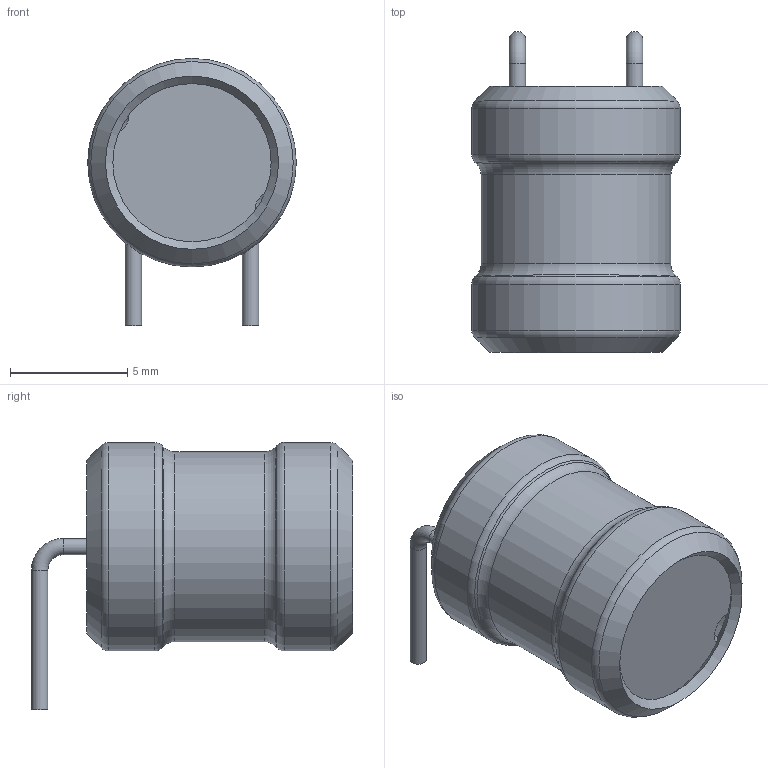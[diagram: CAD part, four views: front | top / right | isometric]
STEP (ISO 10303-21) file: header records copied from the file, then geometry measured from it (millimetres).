
FILE_DESCRIPTION(('STEP AP214'), '1');
FILE_NAME('IND_RAD', '', ('UNSPECIFIED'), ('UNSPECIFIED'), 'UNSPECIFIED', 'UNSPECIFIED', '');
FILE_SCHEMA(('AUTOMOTIVE_DESIGN { 1 0 10303 214 3 1 1}'));
Length unit declared in the file: millimetre
Assembly tree (1 placements, depth 2):
  (unnamed)
    (unnamed)
Bounding box: 8.9 x 13.7 x 11.4 mm (x, y, z)
Volume: 589.3 mm3; surface area: 1238.4 mm2
Topology: 5 solids, 5 shells, 73 faces, 137 edges, 76 vertices
Faces by surface type: cone 26, cylinder 23, plane 12, torus 12
Full cylindrical faces by diameter (mm): 0.7 x6, 3.556 x2, 7.2 x2, 8 x2, 8.1 x1, 8.9 x2
Entity records: 2422 total; most frequent: CARTESIAN_POINT 379, DIRECTION 310, ORIENTED_EDGE 200, AXIS2_PLACEMENT_3D 151, EDGE_LOOP 116, EDGE_CURVE 100, COLOUR_RGB 78, FILL_AREA_STYLE_COLOUR 78
